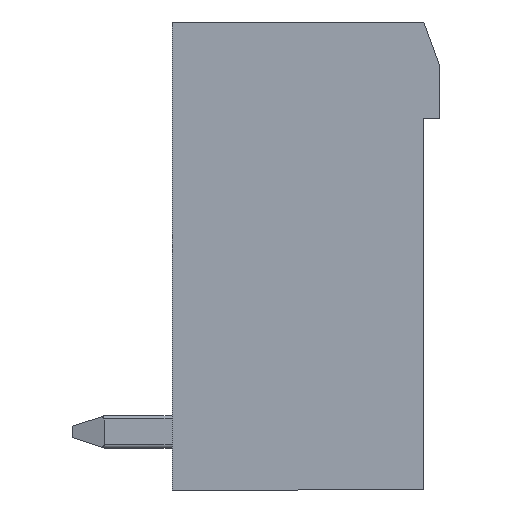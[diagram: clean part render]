
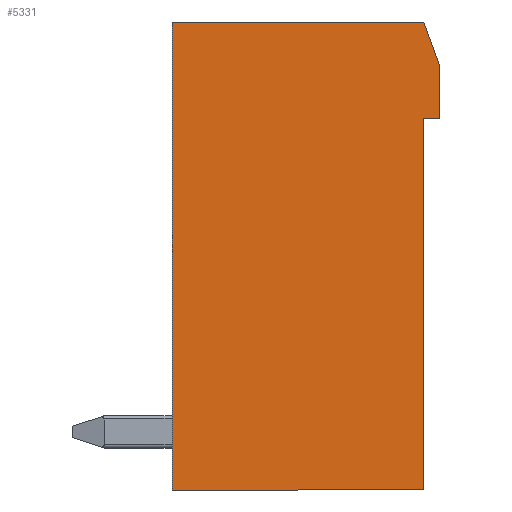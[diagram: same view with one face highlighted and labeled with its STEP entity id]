
A CAD part, front view. The second image highlights one B-rep face of the part: STEP entity #5331.
In plain terms, the highlighted planar face has unit normal (0, -1, 0).
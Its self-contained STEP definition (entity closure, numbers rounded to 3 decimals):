
#98 = LINE ( 'NONE', #11078, #5701 ) ;
#190 = EDGE_CURVE ( 'NONE', #8128, #13116, #2765, .T. ) ;
#354 = CARTESIAN_POINT ( 'NONE',  ( 4., -11.02, 0. ) ) ;
#640 = LINE ( 'NONE', #894, #4725 ) ;
#894 = CARTESIAN_POINT ( 'NONE',  ( -3.8, -11.02, 14.5 ) ) ;
#944 = CARTESIAN_POINT ( 'NONE',  ( 4.001, -11.02, 14.5 ) ) ;
#1189 = EDGE_CURVE ( 'NONE', #13662, #8128, #640, .T. ) ;
#1580 = DIRECTION ( 'NONE',  ( 0., 1., 0. ) ) ;
#2107 = LINE ( 'NONE', #5724, #11283 ) ;
#2327 = CARTESIAN_POINT ( 'NONE',  ( 4., -11.02, 0. ) ) ;
#2341 = EDGE_CURVE ( 'NONE', #13116, #3783, #15120, .T. ) ;
#2765 = LINE ( 'NONE', #9434, #9581 ) ;
#2807 = EDGE_CURVE ( 'NONE', #3783, #10060, #11858, .T. ) ;
#2819 = EDGE_CURVE ( 'NONE', #7234, #13662, #98, .T. ) ;
#3115 = DIRECTION ( 'NONE',  ( 0., 0., 1. ) ) ;
#3405 = ORIENTED_EDGE ( 'NONE', *, *, #2819, .F. ) ;
#3609 = VERTEX_POINT ( 'NONE', #6646 ) ;
#3652 = VECTOR ( 'NONE', #11576, 1000. ) ;
#3783 = VERTEX_POINT ( 'NONE', #11004 ) ;
#3887 = PLANE ( 'NONE',  #9145 ) ;
#3891 = CARTESIAN_POINT ( 'NONE',  ( 4.5, -11.02, 11.5 ) ) ;
#3946 = DIRECTION ( 'NONE',  ( 1., 0., 0. ) ) ;
#4203 = CARTESIAN_POINT ( 'NONE',  ( -3.8, -11.02, 0. ) ) ;
#4725 = VECTOR ( 'NONE', #3946, 1000. ) ;
#5331 = ADVANCED_FACE ( 'NONE', ( #14884 ), #3887, .F. ) ;
#5701 = VECTOR ( 'NONE', #3115, 1000. ) ;
#5724 = CARTESIAN_POINT ( 'NONE',  ( 4., -11.02, 0. ) ) ;
#6646 = CARTESIAN_POINT ( 'NONE',  ( 4., -11.02, 0. ) ) ;
#7234 = VERTEX_POINT ( 'NONE', #4203 ) ;
#7266 = ORIENTED_EDGE ( 'NONE', *, *, #9112, .F. ) ;
#7387 = CARTESIAN_POINT ( 'NONE',  ( 4., -11.02, 11.5 ) ) ;
#8128 = VERTEX_POINT ( 'NONE', #944 ) ;
#8340 = EDGE_LOOP ( 'NONE', ( #3405, #7266, #9090, #15162, #11603, #8541, #12890 ) ) ;
#8541 = ORIENTED_EDGE ( 'NONE', *, *, #190, .F. ) ;
#9090 = ORIENTED_EDGE ( 'NONE', *, *, #11782, .F. ) ;
#9112 = EDGE_CURVE ( 'NONE', #3609, #7234, #2107, .T. ) ;
#9145 = AXIS2_PLACEMENT_3D ( 'NONE', #2327, #1580, #9999 ) ;
#9328 = VECTOR ( 'NONE', #13898, 1000. ) ;
#9434 = CARTESIAN_POINT ( 'NONE',  ( 4.001, -11.02, 14.5 ) ) ;
#9527 = LINE ( 'NONE', #354, #12679 ) ;
#9581 = VECTOR ( 'NONE', #12789, 1000. ) ;
#9999 = DIRECTION ( 'NONE',  ( 0., 0., 1. ) ) ;
#10060 = VERTEX_POINT ( 'NONE', #7387 ) ;
#10205 = CARTESIAN_POINT ( 'NONE',  ( -3.8, -11.02, 14.5 ) ) ;
#11004 = CARTESIAN_POINT ( 'NONE',  ( 4.5, -11.02, 11.5 ) ) ;
#11078 = CARTESIAN_POINT ( 'NONE',  ( -3.8, -11.02, 12. ) ) ;
#11084 = DIRECTION ( 'NONE',  ( -1., 0., 0. ) ) ;
#11283 = VECTOR ( 'NONE', #11084, 1000. ) ;
#11576 = DIRECTION ( 'NONE',  ( 0., 0., -1. ) ) ;
#11595 = DIRECTION ( 'NONE',  ( 0., 0., -1. ) ) ;
#11603 = ORIENTED_EDGE ( 'NONE', *, *, #2341, .F. ) ;
#11782 = EDGE_CURVE ( 'NONE', #10060, #3609, #9527, .T. ) ;
#11858 = LINE ( 'NONE', #3891, #9328 ) ;
#12679 = VECTOR ( 'NONE', #11595, 1000. ) ;
#12697 = CARTESIAN_POINT ( 'NONE',  ( 4.5, -11.02, 13.13 ) ) ;
#12789 = DIRECTION ( 'NONE',  ( 0.342, 0., -0.94 ) ) ;
#12862 = CARTESIAN_POINT ( 'NONE',  ( 4.5, -11.02, 11.5 ) ) ;
#12890 = ORIENTED_EDGE ( 'NONE', *, *, #1189, .F. ) ;
#13116 = VERTEX_POINT ( 'NONE', #12697 ) ;
#13662 = VERTEX_POINT ( 'NONE', #10205 ) ;
#13898 = DIRECTION ( 'NONE',  ( -1., 0., 0. ) ) ;
#14884 = FACE_OUTER_BOUND ( 'NONE', #8340, .T. ) ;
#15120 = LINE ( 'NONE', #12862, #3652 ) ;
#15162 = ORIENTED_EDGE ( 'NONE', *, *, #2807, .F. ) ;
